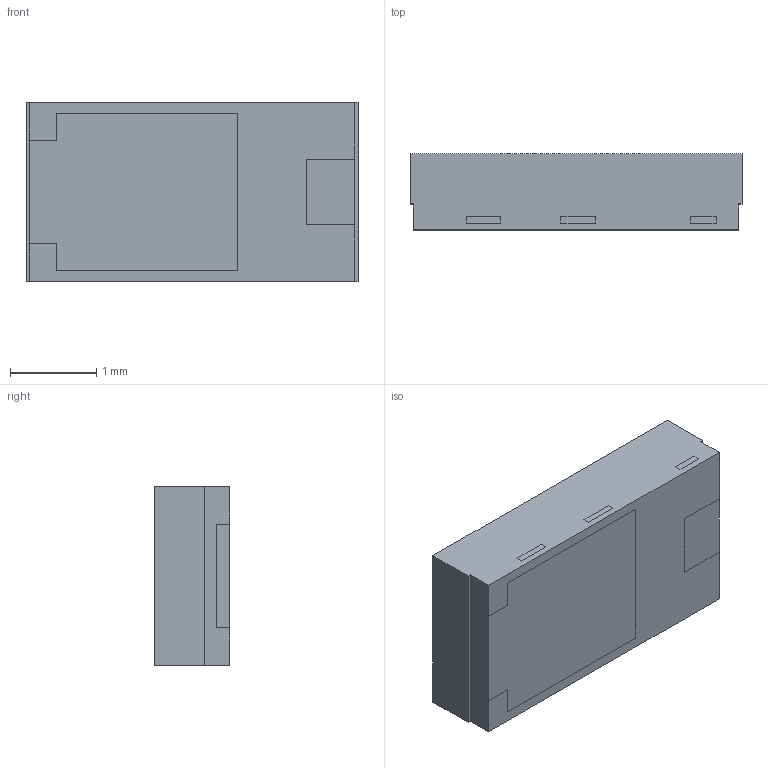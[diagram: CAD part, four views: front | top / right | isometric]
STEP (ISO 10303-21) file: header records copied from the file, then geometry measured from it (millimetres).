
FILE_DESCRIPTION (( 'STEP AP214' ), '1' );
FILE_NAME ('DFN3820A_20220714.STEP', '2022-07-14T06:38:04', ( '' ), ( '' ), 'SwSTEP 2.0', 'SolidWorks 2018', '' );
FILE_SCHEMA (( 'AUTOMOTIVE_DESIGN' ));
Length unit declared in the file: millimetre
Products named in the file (1): DFN3820A_20220714
Bounding box: 3.85 x 0.88 x 2.08 mm (x, y, z)
Volume: 7 mm3; surface area: 26.4 mm2
Topology: 1 solids, 1 shells, 20 faces, 68 edges, 56 vertices
Faces by surface type: plane 20
Entity records: 912 total; most frequent: CARTESIAN_POINT 145, ORIENTED_EDGE 136, DIRECTION 110, EDGE_CURVE 68, VECTOR 68, LINE 68, VERTEX_POINT 56, EDGE_LOOP 26
